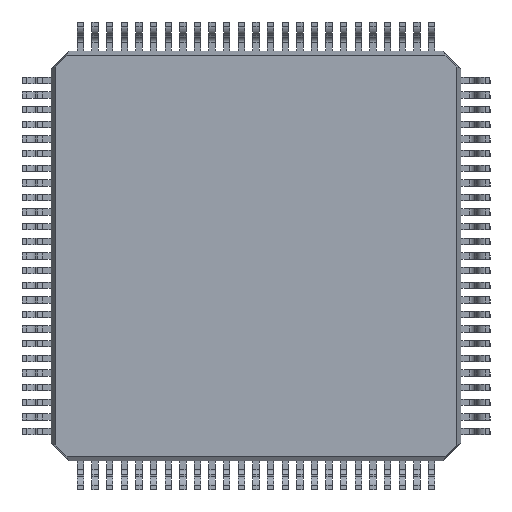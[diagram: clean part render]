
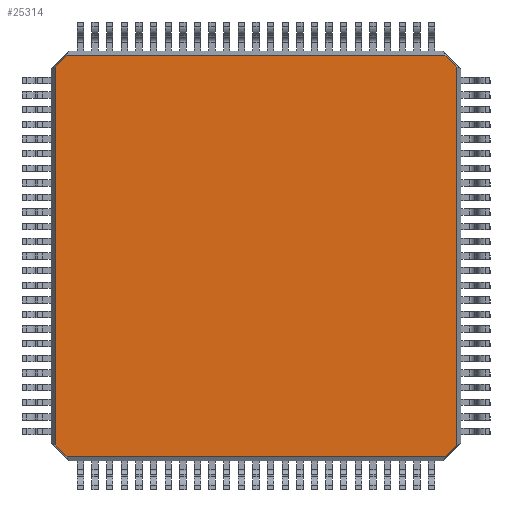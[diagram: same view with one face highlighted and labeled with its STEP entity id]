
A CAD part, front view. The second image highlights one B-rep face of the part: STEP entity #25314.
In plain terms, the highlighted planar face has unit normal (0, -1, 0).
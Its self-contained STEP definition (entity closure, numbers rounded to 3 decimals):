
#1391 = EDGE_CURVE ( 'NONE', #38176, #20334, #19114, .T. ) ;
#1409 = ORIENTED_EDGE ( 'NONE', *, *, #27665, .T. ) ;
#1781 = ORIENTED_EDGE ( 'NONE', *, *, #16427, .T. ) ;
#2526 = CARTESIAN_POINT ( 'NONE',  ( -6.46, 0.15, 6.86 ) ) ;
#2861 = CARTESIAN_POINT ( 'NONE',  ( 6.86, 0.15, 6.46 ) ) ;
#3472 = CARTESIAN_POINT ( 'NONE',  ( 6.86, 0.15, 6.46 ) ) ;
#5015 = EDGE_CURVE ( 'NONE', #37140, #38732, #41339, .T. ) ;
#6106 = DIRECTION ( 'NONE',  ( 0., 0., -1. ) ) ;
#6294 = CARTESIAN_POINT ( 'NONE',  ( 6.86, 0.15, -6.46 ) ) ;
#6400 = CARTESIAN_POINT ( 'NONE',  ( -6.46, 0.15, 6.86 ) ) ;
#7145 = CARTESIAN_POINT ( 'NONE',  ( 0., 0.15, 0. ) ) ;
#7453 = VECTOR ( 'NONE', #25267, 1000. ) ;
#7508 = VECTOR ( 'NONE', #20129, 1000. ) ;
#7524 = VECTOR ( 'NONE', #31814, 1000. ) ;
#7566 = DIRECTION ( 'NONE',  ( -1., 0., 0. ) ) ;
#9052 = LINE ( 'NONE', #31053, #39722 ) ;
#9713 = ORIENTED_EDGE ( 'NONE', *, *, #5015, .F. ) ;
#9869 = CARTESIAN_POINT ( 'NONE',  ( -6.86, 0.15, 7. ) ) ;
#10123 = VECTOR ( 'NONE', #17694, 1000. ) ;
#15417 = EDGE_CURVE ( 'NONE', #36194, #28336, #25219, .T. ) ;
#15824 = LINE ( 'NONE', #9869, #33557 ) ;
#16321 = DIRECTION ( 'NONE',  ( 0., -1., 0. ) ) ;
#16427 = EDGE_CURVE ( 'NONE', #37140, #20334, #39613, .T. ) ;
#17071 = CARTESIAN_POINT ( 'NONE',  ( -6.86, 0.15, -6.46 ) ) ;
#17694 = DIRECTION ( 'NONE',  ( 0.707, 0., -0.707 ) ) ;
#18832 = LINE ( 'NONE', #24642, #7524 ) ;
#19114 = LINE ( 'NONE', #2526, #33068 ) ;
#19675 = EDGE_CURVE ( 'NONE', #38706, #43760, #30636, .T. ) ;
#20129 = DIRECTION ( 'NONE',  ( -0.707, 0., 0.707 ) ) ;
#20334 = VERTEX_POINT ( 'NONE', #6400 ) ;
#20538 = DIRECTION ( 'NONE',  ( 0., 0., 1. ) ) ;
#21376 = VECTOR ( 'NONE', #7566, 1000. ) ;
#21378 = EDGE_LOOP ( 'NONE', ( #41541, #34409, #32061, #9713, #1781, #40461, #1409, #27016 ) ) ;
#23599 = CARTESIAN_POINT ( 'NONE',  ( -6.86, 0.15, -6.46 ) ) ;
#24642 = CARTESIAN_POINT ( 'NONE',  ( -7., 0.15, -6.86 ) ) ;
#25219 = LINE ( 'NONE', #28547, #7453 ) ;
#25267 = DIRECTION ( 'NONE',  ( -0.707, 0., -0.707 ) ) ;
#25314 = ADVANCED_FACE ( 'NONE', ( #42463 ), #38095, .T. ) ;
#26596 = DIRECTION ( 'NONE',  ( 0.707, 0., 0.707 ) ) ;
#27016 = ORIENTED_EDGE ( 'NONE', *, *, #19675, .F. ) ;
#27665 = EDGE_CURVE ( 'NONE', #38176, #43760, #15824, .T. ) ;
#28168 = CARTESIAN_POINT ( 'NONE',  ( 7., 0.15, 6.86 ) ) ;
#28336 = VERTEX_POINT ( 'NONE', #44555 ) ;
#28547 = CARTESIAN_POINT ( 'NONE',  ( 6.46, 0.15, -6.86 ) ) ;
#29680 = EDGE_CURVE ( 'NONE', #38706, #28336, #18832, .T. ) ;
#30636 = LINE ( 'NONE', #23599, #7508 ) ;
#31053 = CARTESIAN_POINT ( 'NONE',  ( 6.86, 0.15, -7. ) ) ;
#31770 = CARTESIAN_POINT ( 'NONE',  ( 6.46, 0.15, 6.86 ) ) ;
#31814 = DIRECTION ( 'NONE',  ( 1., 0., 0. ) ) ;
#32061 = ORIENTED_EDGE ( 'NONE', *, *, #43719, .T. ) ;
#33068 = VECTOR ( 'NONE', #26596, 1000. ) ;
#33557 = VECTOR ( 'NONE', #36934, 1000. ) ;
#34409 = ORIENTED_EDGE ( 'NONE', *, *, #15417, .F. ) ;
#35627 = AXIS2_PLACEMENT_3D ( 'NONE', #7145, #16321, #6106 ) ;
#36194 = VERTEX_POINT ( 'NONE', #6294 ) ;
#36934 = DIRECTION ( 'NONE',  ( 0., 0., -1. ) ) ;
#37140 = VERTEX_POINT ( 'NONE', #31770 ) ;
#37844 = CARTESIAN_POINT ( 'NONE',  ( -6.46, 0.15, -6.86 ) ) ;
#38095 = PLANE ( 'NONE',  #35627 ) ;
#38176 = VERTEX_POINT ( 'NONE', #38510 ) ;
#38510 = CARTESIAN_POINT ( 'NONE',  ( -6.86, 0.15, 6.46 ) ) ;
#38706 = VERTEX_POINT ( 'NONE', #37844 ) ;
#38732 = VERTEX_POINT ( 'NONE', #3472 ) ;
#39613 = LINE ( 'NONE', #28168, #21376 ) ;
#39722 = VECTOR ( 'NONE', #20538, 1000. ) ;
#40461 = ORIENTED_EDGE ( 'NONE', *, *, #1391, .F. ) ;
#41339 = LINE ( 'NONE', #2861, #10123 ) ;
#41541 = ORIENTED_EDGE ( 'NONE', *, *, #29680, .T. ) ;
#42463 = FACE_OUTER_BOUND ( 'NONE', #21378, .T. ) ;
#43719 = EDGE_CURVE ( 'NONE', #36194, #38732, #9052, .T. ) ;
#43760 = VERTEX_POINT ( 'NONE', #17071 ) ;
#44555 = CARTESIAN_POINT ( 'NONE',  ( 6.46, 0.15, -6.86 ) ) ;
